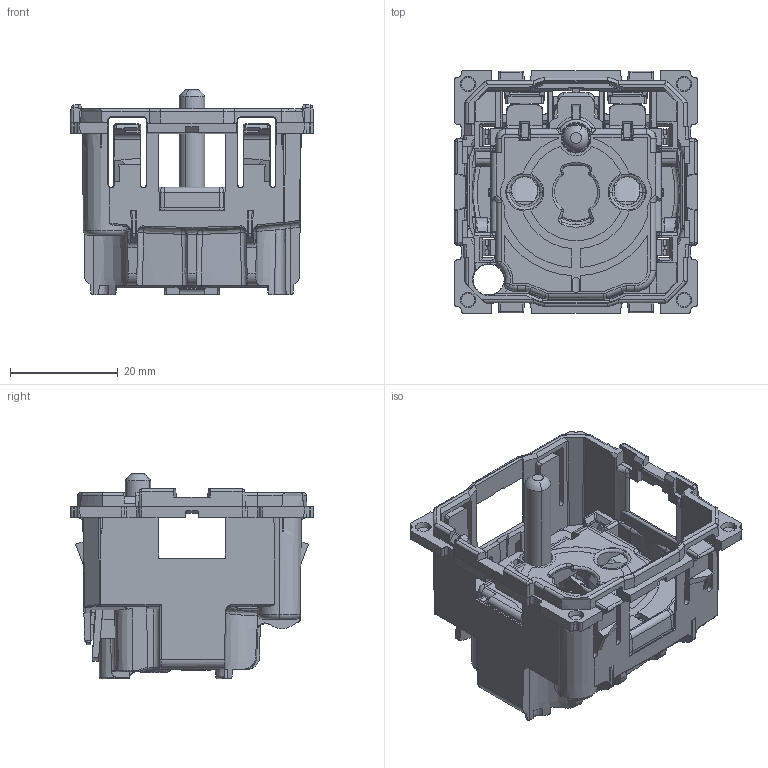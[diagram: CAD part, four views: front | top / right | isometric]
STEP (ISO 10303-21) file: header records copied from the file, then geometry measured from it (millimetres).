
FILE_DESCRIPTION(('CATIA V5 STEP Exchange','CAx-IF Rec.Pracs.--- Model Styling and Organization---1.5--- 2016-08-15','CAx-IF Rec.Pracs.---Supplemental Geometry---1.0---2011-11-01','CAx-IF Rec.Pracs.--- Composite Materials ---1.1---2010-07-15'),'2;1');
FILE_NAME('067111.stp','2021-09-08T12:31:58+00:00',('none'),('none'),'CATIA Version 5-6 Release 2020 SP3','CATIA V5 STEP AP214 v2','none');
FILE_SCHEMA(('AUTOMOTIVE_DESIGN { 1 0 10303 214 1 1 1 1 }'));
Products named in the file (1): 067111
Bounding box: 45 x 45 x 38.05 mm (x, y, z)
Volume: 11341.7 mm3; surface area: 20669.4 mm2
Topology: 4 solids, 4 shells, 5803 faces, 16983 edges, 11186 vertices
Faces by surface type: plane 4636, cylinder 444, bspline 263, cone 263, torus 89, extrusion 72, sphere 36
Entity records: 208274 total; most frequent: CARTESIAN_POINT 59267, ORIENTED_EDGE 33876, DIRECTION 23090, EDGE_CURVE 16938, VECTOR 12540, LINE 12468, VERTEX_POINT 11183, EDGE_LOOP 5921
